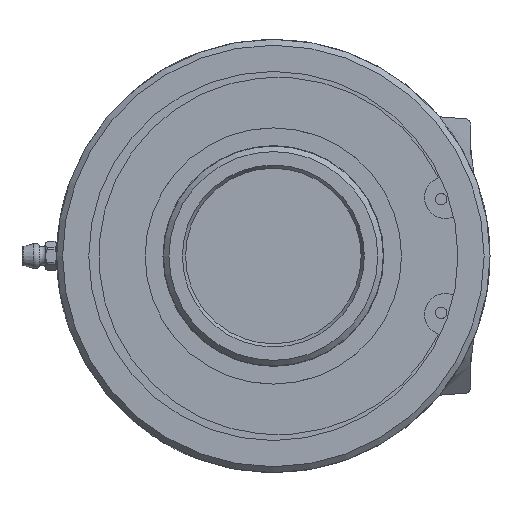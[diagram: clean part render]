
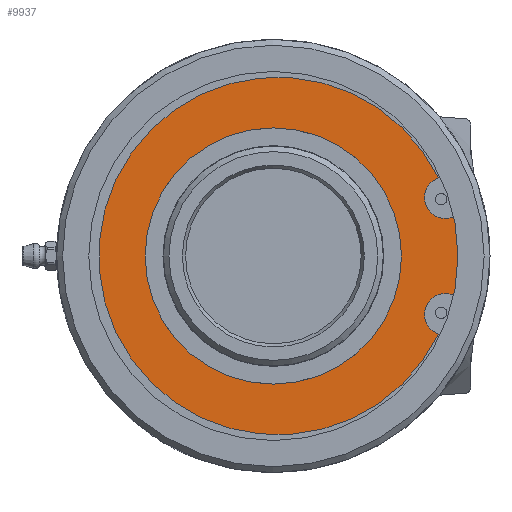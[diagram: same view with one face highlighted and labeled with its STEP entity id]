
A CAD part, left-side view. The second image highlights one B-rep face of the part: STEP entity #9937.
In plain terms, the highlighted planar face has unit normal (-1, 0, 0).
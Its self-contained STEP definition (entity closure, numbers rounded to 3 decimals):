
#118=FACE_BOUND('',#3322,.T.);
#478=LINE('',#13518,#970);
#483=LINE('',#13538,#975);
#970=VECTOR('',#11137,10.);
#975=VECTOR('',#11156,10.);
#2730=FACE_OUTER_BOUND('',#3321,.T.);
#3321=EDGE_LOOP('',(#9017,#9018,#9019,#9020,#9021,#9022));
#3322=EDGE_LOOP('',(#9023,#9024));
#3449=CIRCLE('',#10140,34.75);
#3450=CIRCLE('',#10141,34.75);
#3471=CIRCLE('',#10172,5.682);
#3477=CIRCLE('',#10183,5.682);
#3479=CIRCLE('',#10186,48.478);
#3776=CIRCLE('',#10681,53.8);
#3916=VERTEX_POINT('',#13443);
#3917=VERTEX_POINT('',#13444);
#3938=VERTEX_POINT('',#13504);
#3939=VERTEX_POINT('',#13506);
#3942=VERTEX_POINT('',#13516);
#3949=VERTEX_POINT('',#13535);
#3950=VERTEX_POINT('',#13537);
#3953=VERTEX_POINT('',#13547);
#4961=EDGE_CURVE('',#3916,#3917,#3449,.T.);
#4962=EDGE_CURVE('',#3917,#3916,#3450,.T.);
#4991=EDGE_CURVE('',#3939,#3938,#3471,.T.);
#4996=EDGE_CURVE('',#3938,#3942,#478,.T.);
#5005=EDGE_CURVE('',#3950,#3949,#483,.T.);
#5010=EDGE_CURVE('',#3949,#3953,#3477,.T.);
#5012=EDGE_CURVE('',#3953,#3939,#3479,.T.);
#6192=EDGE_CURVE('',#3942,#3950,#3776,.T.);
#9017=ORIENTED_EDGE('',*,*,#4996,.T.);
#9018=ORIENTED_EDGE('',*,*,#6192,.T.);
#9019=ORIENTED_EDGE('',*,*,#5005,.T.);
#9020=ORIENTED_EDGE('',*,*,#5010,.T.);
#9021=ORIENTED_EDGE('',*,*,#5012,.T.);
#9022=ORIENTED_EDGE('',*,*,#4991,.T.);
#9023=ORIENTED_EDGE('',*,*,#4961,.T.);
#9024=ORIENTED_EDGE('',*,*,#4962,.T.);
#9434=PLANE('',#10680);
#9937=ADVANCED_FACE('',(#2730,#118),#9434,.F.);
#10140=AXIS2_PLACEMENT_3D('',#13445,#11058,#11059);
#10141=AXIS2_PLACEMENT_3D('',#13446,#11060,#11061);
#10172=AXIS2_PLACEMENT_3D('',#13507,#11130,#11131);
#10183=AXIS2_PLACEMENT_3D('',#13549,#11163,#11164);
#10186=AXIS2_PLACEMENT_3D('',#13552,#11169,#11170);
#10680=AXIS2_PLACEMENT_3D('',#29519,#12564,#12565);
#10681=AXIS2_PLACEMENT_3D('',#29520,#12566,#12567);
#11058=DIRECTION('center_axis',(1.,0.,0.));
#11059=DIRECTION('ref_axis',(0.,1.,0.));
#11060=DIRECTION('center_axis',(1.,0.,0.));
#11061=DIRECTION('ref_axis',(0.,1.,0.));
#11130=DIRECTION('center_axis',(1.,0.,0.));
#11131=DIRECTION('ref_axis',(0.,-0.335,0.942));
#11137=DIRECTION('',(0.,-0.96,-0.281));
#11156=DIRECTION('',(0.,0.96,-0.281));
#11163=DIRECTION('center_axis',(1.,0.,0.));
#11164=DIRECTION('ref_axis',(0.,0.335,0.942));
#11169=DIRECTION('center_axis',(-1.,0.,0.));
#11170=DIRECTION('ref_axis',(0.,1.,0.));
#12564=DIRECTION('center_axis',(1.,0.,0.));
#12565=DIRECTION('ref_axis',(0.,0.,-1.));
#12566=DIRECTION('center_axis',(-1.,0.,0.));
#12567=DIRECTION('ref_axis',(0.,1.,0.));
#13443=CARTESIAN_POINT('',(10.375,34.75,0.));
#13444=CARTESIAN_POINT('',(10.375,-34.75,0.));
#13445=CARTESIAN_POINT('Origin',(10.375,0.,0.));
#13446=CARTESIAN_POINT('Origin',(10.375,0.,0.));
#13504=CARTESIAN_POINT('',(10.375,-48.558,-10.495));
#13506=CARTESIAN_POINT('',(10.375,-44.751,-21.202));
#13507=CARTESIAN_POINT('Origin',(10.375,-46.655,-15.848));
#13516=CARTESIAN_POINT('',(10.375,-52.522,-11.656));
#13518=CARTESIAN_POINT('',(10.375,-14.375,-0.486));
#13535=CARTESIAN_POINT('',(10.375,-48.558,10.495));
#13537=CARTESIAN_POINT('',(10.375,-52.522,11.656));
#13538=CARTESIAN_POINT('',(10.375,-12.393,-0.094));
#13547=CARTESIAN_POINT('',(10.375,-44.751,21.202));
#13549=CARTESIAN_POINT('Origin',(10.375,-46.655,15.848));
#13552=CARTESIAN_POINT('Origin',(10.375,-1.155,0.));
#29519=CARTESIAN_POINT('Origin',(10.375,26.9,0.));
#29520=CARTESIAN_POINT('Origin',(10.375,0.,0.));
